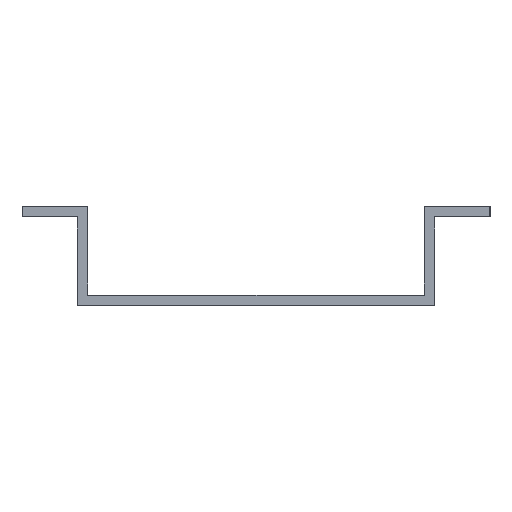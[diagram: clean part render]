
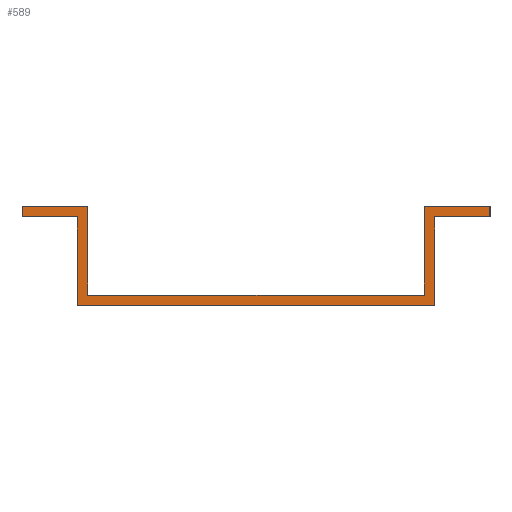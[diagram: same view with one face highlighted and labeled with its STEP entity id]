
A CAD part, left-side view. The second image highlights one B-rep face of the part: STEP entity #589.
In plain terms, the highlighted planar face has unit normal (-1, 0, 0).
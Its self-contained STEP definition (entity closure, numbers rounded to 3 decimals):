
#44 = CARTESIAN_POINT ( 'NONE',  ( -300., -17.65, 5.9 ) ) ;
#52 = DIRECTION ( 'NONE',  ( 0., 0., 1. ) ) ;
#140 = VERTEX_POINT ( 'NONE', #2393 ) ;
#155 = CARTESIAN_POINT ( 'NONE',  ( -300., -12.7, 6.7 ) ) ;
#192 = DIRECTION ( 'NONE',  ( 0., 0., 1. ) ) ;
#215 = VERTEX_POINT ( 'NONE', #155 ) ;
#254 = LINE ( 'NONE', #1954, #1347 ) ;
#284 = VECTOR ( 'NONE', #2449, 1000. ) ;
#303 = ORIENTED_EDGE ( 'NONE', *, *, #459, .F. ) ;
#368 = VECTOR ( 'NONE', #934, 1000. ) ;
#374 = VERTEX_POINT ( 'NONE', #2494 ) ;
#448 = LINE ( 'NONE', #2185, #368 ) ;
#459 = EDGE_CURVE ( 'NONE', #833, #2350, #1358, .T. ) ;
#509 = VERTEX_POINT ( 'NONE', #1266 ) ;
#544 = ORIENTED_EDGE ( 'NONE', *, *, #672, .F. ) ;
#589 = ADVANCED_FACE ( 'NONE', ( #1798 ), #3093, .T. ) ;
#652 = VERTEX_POINT ( 'NONE', #2092 ) ;
#672 = EDGE_CURVE ( 'NONE', #652, #215, #2765, .T. ) ;
#696 = CARTESIAN_POINT ( 'NONE',  ( -300., 17.65, 6.7 ) ) ;
#704 = VECTOR ( 'NONE', #2023, 1000. ) ;
#717 = EDGE_CURVE ( 'NONE', #215, #374, #2681, .T. ) ;
#718 = LINE ( 'NONE', #2326, #2656 ) ;
#798 = LINE ( 'NONE', #1630, #2747 ) ;
#803 = VECTOR ( 'NONE', #192, 1000. ) ;
#815 = VECTOR ( 'NONE', #856, 1000. ) ;
#833 = VERTEX_POINT ( 'NONE', #2682 ) ;
#856 = DIRECTION ( 'NONE',  ( 0., 0., 1. ) ) ;
#934 = DIRECTION ( 'NONE',  ( 0., 0., -1. ) ) ;
#1130 = DIRECTION ( 'NONE',  ( 0., -1., 0. ) ) ;
#1147 = CARTESIAN_POINT ( 'NONE',  ( -300., 12.7, 6.7 ) ) ;
#1148 = VECTOR ( 'NONE', #1593, 1000. ) ;
#1266 = CARTESIAN_POINT ( 'NONE',  ( -300., 17.65, 5.9 ) ) ;
#1300 = ORIENTED_EDGE ( 'NONE', *, *, #2577, .F. ) ;
#1305 = CARTESIAN_POINT ( 'NONE',  ( -300., 0., 0. ) ) ;
#1325 = ORIENTED_EDGE ( 'NONE', *, *, #1978, .F. ) ;
#1347 = VECTOR ( 'NONE', #3240, 1000. ) ;
#1358 = LINE ( 'NONE', #1762, #704 ) ;
#1387 = DIRECTION ( 'NONE',  ( 0., 1., 0. ) ) ;
#1393 = DIRECTION ( 'NONE',  ( 0., -1., 0. ) ) ;
#1413 = ORIENTED_EDGE ( 'NONE', *, *, #717, .F. ) ;
#1421 = EDGE_CURVE ( 'NONE', #1729, #1903, #254, .T. ) ;
#1440 = CARTESIAN_POINT ( 'NONE',  ( -300., 13.5, 5.9 ) ) ;
#1468 = LINE ( 'NONE', #696, #803 ) ;
#1484 = VECTOR ( 'NONE', #3152, 1000. ) ;
#1559 = DIRECTION ( 'NONE',  ( -1., 0., 0. ) ) ;
#1571 = CARTESIAN_POINT ( 'NONE',  ( -300., 12.7, 0. ) ) ;
#1593 = DIRECTION ( 'NONE',  ( 0., 0., -1. ) ) ;
#1627 = LINE ( 'NONE', #1440, #284 ) ;
#1630 = CARTESIAN_POINT ( 'NONE',  ( -300., -12.7, 0. ) ) ;
#1687 = VERTEX_POINT ( 'NONE', #44 ) ;
#1729 = VERTEX_POINT ( 'NONE', #2861 ) ;
#1762 = CARTESIAN_POINT ( 'NONE',  ( -300., 12.7, 0. ) ) ;
#1792 = AXIS2_PLACEMENT_3D ( 'NONE', #1305, #1559, #52 ) ;
#1798 = FACE_OUTER_BOUND ( 'NONE', #2662, .T. ) ;
#1888 = EDGE_CURVE ( 'NONE', #140, #1729, #2624, .T. ) ;
#1903 = VERTEX_POINT ( 'NONE', #2162 ) ;
#1940 = EDGE_CURVE ( 'NONE', #374, #1687, #448, .T. ) ;
#1954 = CARTESIAN_POINT ( 'NONE',  ( -300., 13.5, -0.8 ) ) ;
#1978 = EDGE_CURVE ( 'NONE', #1903, #509, #1627, .T. ) ;
#1981 = LINE ( 'NONE', #1147, #3264 ) ;
#2022 = EDGE_CURVE ( 'NONE', #509, #3040, #1468, .T. ) ;
#2023 = DIRECTION ( 'NONE',  ( 0., 0., -1. ) ) ;
#2092 = CARTESIAN_POINT ( 'NONE',  ( -300., -12.7, 0. ) ) ;
#2162 = CARTESIAN_POINT ( 'NONE',  ( -300., 13.5, 5.9 ) ) ;
#2185 = CARTESIAN_POINT ( 'NONE',  ( -300., -17.65, 6.7 ) ) ;
#2326 = CARTESIAN_POINT ( 'NONE',  ( -300., -13.5, 5.9 ) ) ;
#2336 = CARTESIAN_POINT ( 'NONE',  ( -300., -13.5, -0.8 ) ) ;
#2350 = VERTEX_POINT ( 'NONE', #1571 ) ;
#2365 = CARTESIAN_POINT ( 'NONE',  ( -300., -12.7, 0. ) ) ;
#2393 = CARTESIAN_POINT ( 'NONE',  ( -300., -13.5, -0.8 ) ) ;
#2437 = ORIENTED_EDGE ( 'NONE', *, *, #3021, .F. ) ;
#2449 = DIRECTION ( 'NONE',  ( 0., 1., 0. ) ) ;
#2494 = CARTESIAN_POINT ( 'NONE',  ( -300., -17.65, 6.7 ) ) ;
#2512 = ORIENTED_EDGE ( 'NONE', *, *, #1421, .F. ) ;
#2515 = EDGE_CURVE ( 'NONE', #2350, #652, #798, .T. ) ;
#2542 = VECTOR ( 'NONE', #1387, 1000. ) ;
#2574 = LINE ( 'NONE', #2336, #1148 ) ;
#2577 = EDGE_CURVE ( 'NONE', #3040, #833, #1981, .T. ) ;
#2585 = CARTESIAN_POINT ( 'NONE',  ( -300., 17.65, 6.7 ) ) ;
#2624 = LINE ( 'NONE', #2663, #2542 ) ;
#2656 = VECTOR ( 'NONE', #2849, 1000. ) ;
#2662 = EDGE_LOOP ( 'NONE', ( #303, #1300, #2993, #1325, #2512, #3075, #3017, #2437, #2880, #1413, #544, #3026 ) ) ;
#2663 = CARTESIAN_POINT ( 'NONE',  ( -300., -13.5, -0.8 ) ) ;
#2681 = LINE ( 'NONE', #2899, #1484 ) ;
#2682 = CARTESIAN_POINT ( 'NONE',  ( -300., 12.7, 6.7 ) ) ;
#2747 = VECTOR ( 'NONE', #1130, 1000. ) ;
#2765 = LINE ( 'NONE', #2365, #815 ) ;
#2849 = DIRECTION ( 'NONE',  ( 0., 1., 0. ) ) ;
#2861 = CARTESIAN_POINT ( 'NONE',  ( -300., 13.5, -0.8 ) ) ;
#2880 = ORIENTED_EDGE ( 'NONE', *, *, #1940, .F. ) ;
#2899 = CARTESIAN_POINT ( 'NONE',  ( -300., -12.7, 6.7 ) ) ;
#2993 = ORIENTED_EDGE ( 'NONE', *, *, #2022, .F. ) ;
#3017 = ORIENTED_EDGE ( 'NONE', *, *, #3089, .F. ) ;
#3021 = EDGE_CURVE ( 'NONE', #1687, #3085, #718, .T. ) ;
#3026 = ORIENTED_EDGE ( 'NONE', *, *, #2515, .F. ) ;
#3040 = VERTEX_POINT ( 'NONE', #2585 ) ;
#3075 = ORIENTED_EDGE ( 'NONE', *, *, #1888, .F. ) ;
#3085 = VERTEX_POINT ( 'NONE', #3113 ) ;
#3089 = EDGE_CURVE ( 'NONE', #3085, #140, #2574, .T. ) ;
#3093 = PLANE ( 'NONE',  #1792 ) ;
#3113 = CARTESIAN_POINT ( 'NONE',  ( -300., -13.5, 5.9 ) ) ;
#3152 = DIRECTION ( 'NONE',  ( 0., -1., 0. ) ) ;
#3240 = DIRECTION ( 'NONE',  ( 0., 0., 1. ) ) ;
#3264 = VECTOR ( 'NONE', #1393, 1000. ) ;
